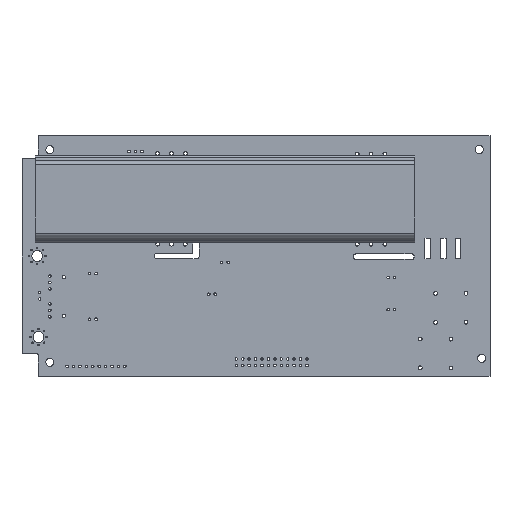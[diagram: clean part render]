
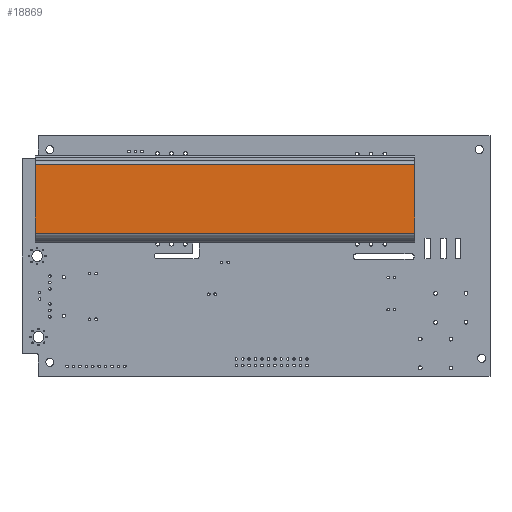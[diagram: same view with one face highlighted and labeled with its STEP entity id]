
A CAD part, top view. The second image highlights one B-rep face of the part: STEP entity #18869.
In plain terms, the highlighted free-form (B-spline) face has degree [1, 1] with [2, 2] control points.
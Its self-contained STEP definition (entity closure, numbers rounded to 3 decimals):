
#104 = B_SPLINE_SURFACE_WITH_KNOTS('',1,1,(
    (#105,#106)
    ,(#107,#108
    )),.UNSPECIFIED.,.F.,.F.,.F.,(2,2),(2,2),(-17.344,17.344),(
    -16.252,13.748),.PIECEWISE_BEZIER_KNOTS.);
#105 = CARTESIAN_POINT('',(17.344,-15.,0.));
#106 = CARTESIAN_POINT('',(17.344,15.,0.));
#107 = CARTESIAN_POINT('',(-17.344,-15.,0.));
#108 = CARTESIAN_POINT('',(-17.344,15.,0.));
#156 = B_SPLINE_SURFACE_WITH_KNOTS('',1,1,(
    (#157,#158)
    ,(#159,#160
    )),.UNSPECIFIED.,.F.,.F.,.F.,(2,2),(2,2),(-17.344,17.344),(
    -16.252,13.748),.PIECEWISE_BEZIER_KNOTS.);
#157 = CARTESIAN_POINT('',(-17.344,-15.,150.));
#158 = CARTESIAN_POINT('',(-17.344,15.,150.));
#159 = CARTESIAN_POINT('',(17.344,-15.,150.));
#160 = CARTESIAN_POINT('',(17.344,15.,150.));
#1232 = VERTEX_POINT('',#1233);
#1233 = CARTESIAN_POINT('',(13.5,15.,150.));
#1247 = ( BOUNDED_SURFACE() B_SPLINE_SURFACE(2,1,(
    (#1248,#1249)
    ,(#1250,#1251)
    ,(#1252,#1253
)),.UNSPECIFIED.,.F.,.F.,.F.) B_SPLINE_SURFACE_WITH_KNOTS((3,3),(2,2),(
    3.142,4.712),(0.,10.),.PIECEWISE_BEZIER_KNOTS.) 
GEOMETRIC_REPRESENTATION_ITEM() RATIONAL_B_SPLINE_SURFACE((
    (1.,1.)
    ,(0.707,0.707)
,(1.,1.))) REPRESENTATION_ITEM('') SURFACE() );
#1248 = CARTESIAN_POINT('',(15.,13.5,0.));
#1249 = CARTESIAN_POINT('',(15.,13.5,150.));
#1250 = CARTESIAN_POINT('',(15.,15.,0.));
#1251 = CARTESIAN_POINT('',(15.,15.,150.));
#1252 = CARTESIAN_POINT('',(13.5,15.,0.));
#1253 = CARTESIAN_POINT('',(13.5,15.,150.));
#1261 = EDGE_CURVE('',#1262,#1232,#1264,.T.);
#1262 = VERTEX_POINT('',#1263);
#1263 = CARTESIAN_POINT('',(-13.5,15.,150.));
#1264 = SURFACE_CURVE('',#1265,(#1268,#1274),.PCURVE_S1.);
#1265 = B_SPLINE_CURVE_WITH_KNOTS('',1,(#1266,#1267),.UNSPECIFIED.,.F.,
  .F.,(2,2),(0.,27.),.PIECEWISE_BEZIER_KNOTS.);
#1266 = CARTESIAN_POINT('',(-13.5,15.,150.));
#1267 = CARTESIAN_POINT('',(13.5,15.,150.));
#1268 = PCURVE('',#156,#1269);
#1269 = DEFINITIONAL_REPRESENTATION('',(#1270),#1273);
#1270 = B_SPLINE_CURVE_WITH_KNOTS('',1,(#1271,#1272),.UNSPECIFIED.,.F.,
  .F.,(2,2),(0.,27.),.PIECEWISE_BEZIER_KNOTS.);
#1271 = CARTESIAN_POINT('',(-13.5,13.748));
#1272 = CARTESIAN_POINT('',(13.5,13.748));
#1273 = ( GEOMETRIC_REPRESENTATION_CONTEXT(2) 
PARAMETRIC_REPRESENTATION_CONTEXT() REPRESENTATION_CONTEXT('2D SPACE',''
  ) );
#1274 = PCURVE('',#1275,#1280);
#1275 = B_SPLINE_SURFACE_WITH_KNOTS('',1,1,(
    (#1276,#1277)
    ,(#1278,#1279
    )),.UNSPECIFIED.,.F.,.F.,.F.,(2,2),(2,2),(0.,10.),(0.,27.),
  .PIECEWISE_BEZIER_KNOTS.);
#1276 = CARTESIAN_POINT('',(-13.5,15.,0.));
#1277 = CARTESIAN_POINT('',(13.5,15.,0.));
#1278 = CARTESIAN_POINT('',(-13.5,15.,150.));
#1279 = CARTESIAN_POINT('',(13.5,15.,150.));
#1280 = DEFINITIONAL_REPRESENTATION('',(#1281),#1284);
#1281 = B_SPLINE_CURVE_WITH_KNOTS('',1,(#1282,#1283),.UNSPECIFIED.,.F.,
  .F.,(2,2),(0.,27.),.PIECEWISE_BEZIER_KNOTS.);
#1282 = CARTESIAN_POINT('',(10.,0.));
#1283 = CARTESIAN_POINT('',(10.,27.));
#1284 = ( GEOMETRIC_REPRESENTATION_CONTEXT(2) 
PARAMETRIC_REPRESENTATION_CONTEXT() REPRESENTATION_CONTEXT('2D SPACE',''
  ) );
#1302 = ( BOUNDED_SURFACE() B_SPLINE_SURFACE(2,1,(
    (#1303,#1304)
    ,(#1305,#1306)
    ,(#1307,#1308
)),.UNSPECIFIED.,.F.,.F.,.F.) B_SPLINE_SURFACE_WITH_KNOTS((3,3),(2,2),(
    3.142,4.712),(0.,10.),.PIECEWISE_BEZIER_KNOTS.) 
GEOMETRIC_REPRESENTATION_ITEM() RATIONAL_B_SPLINE_SURFACE((
    (1.,1.)
    ,(0.707,0.707)
,(1.,1.))) REPRESENTATION_ITEM('') SURFACE() );
#1303 = CARTESIAN_POINT('',(-13.5,15.,0.));
#1304 = CARTESIAN_POINT('',(-13.5,15.,150.));
#1305 = CARTESIAN_POINT('',(-15.,15.,0.));
#1306 = CARTESIAN_POINT('',(-15.,15.,150.));
#1307 = CARTESIAN_POINT('',(-15.,13.5,0.));
#1308 = CARTESIAN_POINT('',(-15.,13.5,150.));
#18087 = VERTEX_POINT('',#18088);
#18088 = CARTESIAN_POINT('',(-13.5,15.,0.));
#18109 = EDGE_CURVE('',#18087,#18110,#18112,.T.);
#18110 = VERTEX_POINT('',#18111);
#18111 = CARTESIAN_POINT('',(13.5,15.,0.));
#18112 = SURFACE_CURVE('',#18113,(#18116,#18122),.PCURVE_S1.);
#18113 = B_SPLINE_CURVE_WITH_KNOTS('',1,(#18114,#18115),.UNSPECIFIED.,
  .F.,.F.,(2,2),(0.,27.),.PIECEWISE_BEZIER_KNOTS.);
#18114 = CARTESIAN_POINT('',(-13.5,15.,0.));
#18115 = CARTESIAN_POINT('',(13.5,15.,0.));
#18116 = PCURVE('',#104,#18117);
#18117 = DEFINITIONAL_REPRESENTATION('',(#18118),#18121);
#18118 = B_SPLINE_CURVE_WITH_KNOTS('',1,(#18119,#18120),.UNSPECIFIED.,
  .F.,.F.,(2,2),(0.,27.),.PIECEWISE_BEZIER_KNOTS.);
#18119 = CARTESIAN_POINT('',(13.5,13.748));
#18120 = CARTESIAN_POINT('',(-13.5,13.748));
#18121 = ( GEOMETRIC_REPRESENTATION_CONTEXT(2) 
PARAMETRIC_REPRESENTATION_CONTEXT() REPRESENTATION_CONTEXT('2D SPACE',''
  ) );
#18122 = PCURVE('',#1275,#18123);
#18123 = DEFINITIONAL_REPRESENTATION('',(#18124),#18127);
#18124 = B_SPLINE_CURVE_WITH_KNOTS('',1,(#18125,#18126),.UNSPECIFIED.,
  .F.,.F.,(2,2),(0.,27.),.PIECEWISE_BEZIER_KNOTS.);
#18125 = CARTESIAN_POINT('',(0.,0.));
#18126 = CARTESIAN_POINT('',(0.,27.));
#18127 = ( GEOMETRIC_REPRESENTATION_CONTEXT(2) 
PARAMETRIC_REPRESENTATION_CONTEXT() REPRESENTATION_CONTEXT('2D SPACE',''
  ) );
#18849 = EDGE_CURVE('',#18087,#1262,#18850,.T.);
#18850 = SURFACE_CURVE('',#18851,(#18854,#18861),.PCURVE_S1.);
#18851 = B_SPLINE_CURVE_WITH_KNOTS('',1,(#18852,#18853),.UNSPECIFIED.,
  .F.,.F.,(2,2),(0.,10.),.PIECEWISE_BEZIER_KNOTS.);
#18852 = CARTESIAN_POINT('',(-13.5,15.,0.));
#18853 = CARTESIAN_POINT('',(-13.5,15.,150.));
#18854 = PCURVE('',#1302,#18855);
#18855 = DEFINITIONAL_REPRESENTATION('',(#18856),#18860);
#18856 = B_SPLINE_CURVE_WITH_KNOTS('',2,(#18857,#18858,#18859),
  .UNSPECIFIED.,.F.,.F.,(3,3),(0.,10.),.PIECEWISE_BEZIER_KNOTS.);
#18857 = CARTESIAN_POINT('',(3.142,0.));
#18858 = CARTESIAN_POINT('',(3.142,5.));
#18859 = CARTESIAN_POINT('',(3.142,10.));
#18860 = ( GEOMETRIC_REPRESENTATION_CONTEXT(2) 
PARAMETRIC_REPRESENTATION_CONTEXT() REPRESENTATION_CONTEXT('2D SPACE',''
  ) );
#18861 = PCURVE('',#1275,#18862);
#18862 = DEFINITIONAL_REPRESENTATION('',(#18863),#18866);
#18863 = B_SPLINE_CURVE_WITH_KNOTS('',1,(#18864,#18865),.UNSPECIFIED.,
  .F.,.F.,(2,2),(0.,10.),.PIECEWISE_BEZIER_KNOTS.);
#18864 = CARTESIAN_POINT('',(0.,0.));
#18865 = CARTESIAN_POINT('',(10.,0.));
#18866 = ( GEOMETRIC_REPRESENTATION_CONTEXT(2) 
PARAMETRIC_REPRESENTATION_CONTEXT() REPRESENTATION_CONTEXT('2D SPACE',''
  ) );
#18869 = ADVANCED_FACE('',(#18870),#1275,.T.);
#18870 = FACE_BOUND('',#18871,.T.);
#18871 = EDGE_LOOP('',(#18872,#18873,#18892,#18893));
#18872 = ORIENTED_EDGE('',*,*,#1261,.T.);
#18873 = ORIENTED_EDGE('',*,*,#18874,.F.);
#18874 = EDGE_CURVE('',#18110,#1232,#18875,.T.);
#18875 = SURFACE_CURVE('',#18876,(#18879,#18885),.PCURVE_S1.);
#18876 = B_SPLINE_CURVE_WITH_KNOTS('',1,(#18877,#18878),.UNSPECIFIED.,
  .F.,.F.,(2,2),(0.,10.),.PIECEWISE_BEZIER_KNOTS.);
#18877 = CARTESIAN_POINT('',(13.5,15.,0.));
#18878 = CARTESIAN_POINT('',(13.5,15.,150.));
#18879 = PCURVE('',#1275,#18880);
#18880 = DEFINITIONAL_REPRESENTATION('',(#18881),#18884);
#18881 = B_SPLINE_CURVE_WITH_KNOTS('',1,(#18882,#18883),.UNSPECIFIED.,
  .F.,.F.,(2,2),(0.,10.),.PIECEWISE_BEZIER_KNOTS.);
#18882 = CARTESIAN_POINT('',(0.,27.));
#18883 = CARTESIAN_POINT('',(10.,27.));
#18884 = ( GEOMETRIC_REPRESENTATION_CONTEXT(2) 
PARAMETRIC_REPRESENTATION_CONTEXT() REPRESENTATION_CONTEXT('2D SPACE',''
  ) );
#18885 = PCURVE('',#1247,#18886);
#18886 = DEFINITIONAL_REPRESENTATION('',(#18887),#18891);
#18887 = B_SPLINE_CURVE_WITH_KNOTS('',2,(#18888,#18889,#18890),
  .UNSPECIFIED.,.F.,.F.,(3,3),(0.,10.),.PIECEWISE_BEZIER_KNOTS.);
#18888 = CARTESIAN_POINT('',(4.712,0.));
#18889 = CARTESIAN_POINT('',(4.712,5.));
#18890 = CARTESIAN_POINT('',(4.712,10.));
#18891 = ( GEOMETRIC_REPRESENTATION_CONTEXT(2) 
PARAMETRIC_REPRESENTATION_CONTEXT() REPRESENTATION_CONTEXT('2D SPACE',''
  ) );
#18892 = ORIENTED_EDGE('',*,*,#18109,.F.);
#18893 = ORIENTED_EDGE('',*,*,#18849,.T.);
